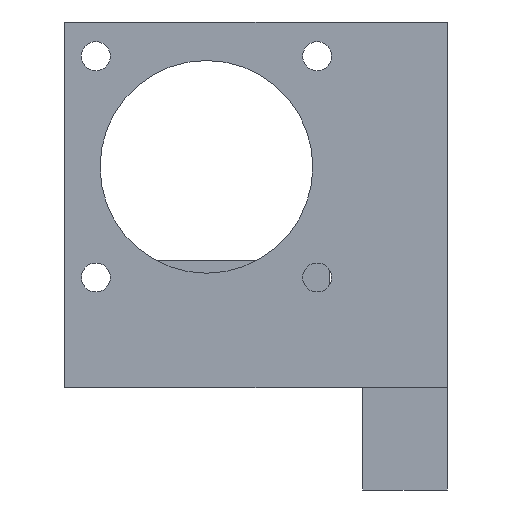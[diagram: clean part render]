
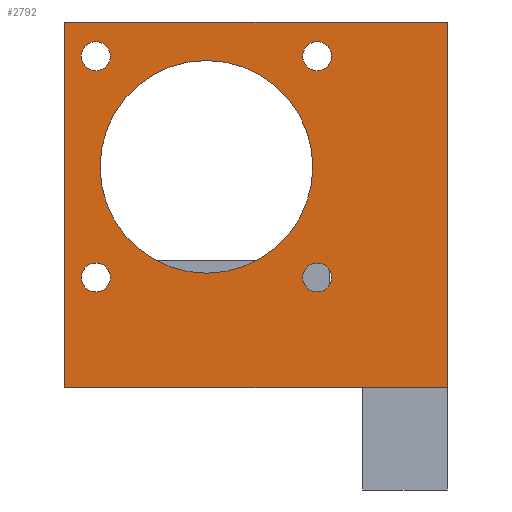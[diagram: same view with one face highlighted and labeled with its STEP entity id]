
A CAD part, front view. The second image highlights one B-rep face of the part: STEP entity #2792.
In plain terms, the highlighted planar face has unit normal (0, -1, 0).
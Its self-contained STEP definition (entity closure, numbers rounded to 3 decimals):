
#21 = AXIS2_PLACEMENT_3D ( 'NONE', #1457, #629, #911 ) ;
#28 = CIRCLE ( 'NONE', #296, 1.7 ) ;
#98 = AXIS2_PLACEMENT_3D ( 'NONE', #2168, #2653, #1890 ) ;
#110 = VERTEX_POINT ( 'NONE', #2106 ) ;
#201 = EDGE_LOOP ( 'NONE', ( #1007, #302 ) ) ;
#214 = EDGE_CURVE ( 'NONE', #1939, #110, #2185, .T. ) ;
#219 = CARTESIAN_POINT ( 'NONE',  ( 8.45, -93., 154.978 ) ) ;
#226 = VERTEX_POINT ( 'NONE', #658 ) ;
#228 = DIRECTION ( 'NONE',  ( 0., -1., 0. ) ) ;
#257 = DIRECTION ( 'NONE',  ( 0., 0., -1. ) ) ;
#295 = EDGE_CURVE ( 'NONE', #3035, #1320, #1079, .T. ) ;
#296 = AXIS2_PLACEMENT_3D ( 'NONE', #1651, #618, #3100 ) ;
#302 = ORIENTED_EDGE ( 'NONE', *, *, #2276, .F. ) ;
#352 = AXIS2_PLACEMENT_3D ( 'NONE', #219, #729, #663 ) ;
#389 = CARTESIAN_POINT ( 'NONE',  ( 34.453, -93., 128.974 ) ) ;
#431 = FACE_BOUND ( 'NONE', #2772, .T. ) ;
#455 = VECTOR ( 'NONE', #3136, 1000. ) ;
#478 = ORIENTED_EDGE ( 'NONE', *, *, #1644, .T. ) ;
#501 = VERTEX_POINT ( 'NONE', #1040 ) ;
#589 = CARTESIAN_POINT ( 'NONE',  ( 49.773, -93., 159. ) ) ;
#618 = DIRECTION ( 'NONE',  ( 0., -1., 0. ) ) ;
#629 = DIRECTION ( 'NONE',  ( 0., -1., 0. ) ) ;
#658 = CARTESIAN_POINT ( 'NONE',  ( 8.45, -93., 130.674 ) ) ;
#661 = VERTEX_POINT ( 'NONE', #589 ) ;
#663 = DIRECTION ( 'NONE',  ( 0., 0., -1. ) ) ;
#673 = CARTESIAN_POINT ( 'NONE',  ( 34.453, -93., 127.274 ) ) ;
#729 = DIRECTION ( 'NONE',  ( 0., -1., 0. ) ) ;
#732 = DIRECTION ( 'NONE',  ( 0., -1., 0. ) ) ;
#800 = EDGE_CURVE ( 'NONE', #1813, #1996, #1719, .T. ) ;
#829 = CIRCLE ( 'NONE', #2201, 12.5 ) ;
#836 = ORIENTED_EDGE ( 'NONE', *, *, #800, .F. ) ;
#852 = VERTEX_POINT ( 'NONE', #1699 ) ;
#873 = CARTESIAN_POINT ( 'NONE',  ( 49.773, -93., 121. ) ) ;
#878 = ORIENTED_EDGE ( 'NONE', *, *, #1475, .F. ) ;
#887 = CARTESIAN_POINT ( 'NONE',  ( 4.773, -93., 121. ) ) ;
#911 = DIRECTION ( 'NONE',  ( 0., 0., -1. ) ) ;
#931 = ORIENTED_EDGE ( 'NONE', *, *, #295, .F. ) ;
#945 = EDGE_CURVE ( 'NONE', #1382, #226, #3072, .T. ) ;
#951 = CARTESIAN_POINT ( 'NONE',  ( 4.773, -93., 116. ) ) ;
#964 = DIRECTION ( 'NONE',  ( 0., 1., 0. ) ) ;
#991 = CIRCLE ( 'NONE', #2307, 12.5 ) ;
#1007 = ORIENTED_EDGE ( 'NONE', *, *, #2438, .F. ) ;
#1032 = AXIS2_PLACEMENT_3D ( 'NONE', #389, #3197, #3133 ) ;
#1040 = CARTESIAN_POINT ( 'NONE',  ( 49.773, -93., 116. ) ) ;
#1079 = CIRCLE ( 'NONE', #2913, 1.7 ) ;
#1161 = ORIENTED_EDGE ( 'NONE', *, *, #3088, .F. ) ;
#1165 = VERTEX_POINT ( 'NONE', #1185 ) ;
#1185 = CARTESIAN_POINT ( 'NONE',  ( 8.951, -93., 141.976 ) ) ;
#1258 = EDGE_LOOP ( 'NONE', ( #1958, #2275 ) ) ;
#1304 = VERTEX_POINT ( 'NONE', #1809 ) ;
#1305 = VECTOR ( 'NONE', #1317, 1000. ) ;
#1317 = DIRECTION ( 'NONE',  ( -1., 0., 0. ) ) ;
#1320 = VERTEX_POINT ( 'NONE', #2803 ) ;
#1343 = ORIENTED_EDGE ( 'NONE', *, *, #2213, .T. ) ;
#1354 = EDGE_CURVE ( 'NONE', #1996, #1813, #1625, .T. ) ;
#1366 = CARTESIAN_POINT ( 'NONE',  ( 49.773, -93., 116. ) ) ;
#1382 = VERTEX_POINT ( 'NONE', #1664 ) ;
#1388 = DIRECTION ( 'NONE',  ( 0., -1., 0. ) ) ;
#1393 = EDGE_CURVE ( 'NONE', #110, #1939, #28, .T. ) ;
#1457 = CARTESIAN_POINT ( 'NONE',  ( 34.453, -93., 154.978 ) ) ;
#1465 = FACE_BOUND ( 'NONE', #2705, .T. ) ;
#1475 = EDGE_CURVE ( 'NONE', #1320, #3035, #3026, .T. ) ;
#1497 = CARTESIAN_POINT ( 'NONE',  ( 8.45, -93., 128.974 ) ) ;
#1500 = CARTESIAN_POINT ( 'NONE',  ( 21.451, -93., 141.976 ) ) ;
#1568 = DIRECTION ( 'NONE',  ( -1., 0., 0. ) ) ;
#1625 = CIRCLE ( 'NONE', #2244, 1.7 ) ;
#1644 = EDGE_CURVE ( 'NONE', #661, #1304, #1756, .T. ) ;
#1651 = CARTESIAN_POINT ( 'NONE',  ( 34.453, -93., 154.978 ) ) ;
#1664 = CARTESIAN_POINT ( 'NONE',  ( 8.45, -93., 127.274 ) ) ;
#1699 = CARTESIAN_POINT ( 'NONE',  ( 33.951, -93., 141.976 ) ) ;
#1719 = CIRCLE ( 'NONE', #1032, 1.7 ) ;
#1740 = EDGE_LOOP ( 'NONE', ( #3194, #1861, #1343, #478 ) ) ;
#1756 = LINE ( 'NONE', #2557, #1305 ) ;
#1768 = EDGE_CURVE ( 'NONE', #501, #2797, #2839, .T. ) ;
#1809 = CARTESIAN_POINT ( 'NONE',  ( 4.773, -93., 159. ) ) ;
#1813 = VERTEX_POINT ( 'NONE', #673 ) ;
#1861 = ORIENTED_EDGE ( 'NONE', *, *, #1768, .F. ) ;
#1890 = DIRECTION ( 'NONE',  ( 0., 0., -1. ) ) ;
#1908 = DIRECTION ( 'NONE',  ( 0., 0., -1. ) ) ;
#1939 = VERTEX_POINT ( 'NONE', #2780 ) ;
#1940 = VECTOR ( 'NONE', #2126, 1000. ) ;
#1947 = CARTESIAN_POINT ( 'NONE',  ( 21.451, -93., 141.976 ) ) ;
#1958 = ORIENTED_EDGE ( 'NONE', *, *, #214, .F. ) ;
#1977 = EDGE_LOOP ( 'NONE', ( #836, #2822 ) ) ;
#1996 = VERTEX_POINT ( 'NONE', #1997 ) ;
#1997 = CARTESIAN_POINT ( 'NONE',  ( 34.453, -93., 130.674 ) ) ;
#2106 = CARTESIAN_POINT ( 'NONE',  ( 34.453, -93., 156.678 ) ) ;
#2125 = DIRECTION ( 'NONE',  ( 0., -1., 0. ) ) ;
#2126 = DIRECTION ( 'NONE',  ( 0., 0., -1. ) ) ;
#2129 = LINE ( 'NONE', #873, #455 ) ;
#2168 = CARTESIAN_POINT ( 'NONE',  ( 8.45, -93., 128.974 ) ) ;
#2185 = CIRCLE ( 'NONE', #21, 1.7 ) ;
#2201 = AXIS2_PLACEMENT_3D ( 'NONE', #1947, #1388, #2391 ) ;
#2206 = PLANE ( 'NONE',  #2883 ) ;
#2213 = EDGE_CURVE ( 'NONE', #501, #661, #2129, .T. ) ;
#2244 = AXIS2_PLACEMENT_3D ( 'NONE', #2857, #2125, #1908 ) ;
#2275 = ORIENTED_EDGE ( 'NONE', *, *, #1393, .F. ) ;
#2276 = EDGE_CURVE ( 'NONE', #1165, #852, #829, .T. ) ;
#2307 = AXIS2_PLACEMENT_3D ( 'NONE', #1500, #2844, #1568 ) ;
#2370 = CARTESIAN_POINT ( 'NONE',  ( 8.45, -93., 153.278 ) ) ;
#2391 = DIRECTION ( 'NONE',  ( -1., 0., 0. ) ) ;
#2407 = VECTOR ( 'NONE', #2666, 1000. ) ;
#2438 = EDGE_CURVE ( 'NONE', #852, #1165, #991, .T. ) ;
#2462 = FACE_BOUND ( 'NONE', #201, .T. ) ;
#2484 = CARTESIAN_POINT ( 'NONE',  ( 8.45, -93., 154.978 ) ) ;
#2498 = AXIS2_PLACEMENT_3D ( 'NONE', #1497, #732, #257 ) ;
#2510 = FACE_BOUND ( 'NONE', #1258, .T. ) ;
#2557 = CARTESIAN_POINT ( 'NONE',  ( 4.773, -93., 159. ) ) ;
#2614 = EDGE_CURVE ( 'NONE', #1304, #2797, #3132, .T. ) ;
#2653 = DIRECTION ( 'NONE',  ( 0., -1., 0. ) ) ;
#2666 = DIRECTION ( 'NONE',  ( -1., 0., 0. ) ) ;
#2705 = EDGE_LOOP ( 'NONE', ( #2788, #1161 ) ) ;
#2752 = DIRECTION ( 'NONE',  ( 1., 0., 0. ) ) ;
#2772 = EDGE_LOOP ( 'NONE', ( #931, #878 ) ) ;
#2777 = CIRCLE ( 'NONE', #98, 1.7 ) ;
#2780 = CARTESIAN_POINT ( 'NONE',  ( 34.453, -93., 153.278 ) ) ;
#2781 = DIRECTION ( 'NONE',  ( 0., 0., -1. ) ) ;
#2788 = ORIENTED_EDGE ( 'NONE', *, *, #945, .F. ) ;
#2792 = ADVANCED_FACE ( 'NONE', ( #2986, #1465, #431, #2510, #3209, #2462 ), #2206, .F. ) ;
#2797 = VERTEX_POINT ( 'NONE', #951 ) ;
#2803 = CARTESIAN_POINT ( 'NONE',  ( 8.45, -93., 156.678 ) ) ;
#2822 = ORIENTED_EDGE ( 'NONE', *, *, #1354, .F. ) ;
#2839 = LINE ( 'NONE', #1366, #2407 ) ;
#2844 = DIRECTION ( 'NONE',  ( 0., -1., 0. ) ) ;
#2857 = CARTESIAN_POINT ( 'NONE',  ( 34.453, -93., 128.974 ) ) ;
#2883 = AXIS2_PLACEMENT_3D ( 'NONE', #3196, #964, #2752 ) ;
#2913 = AXIS2_PLACEMENT_3D ( 'NONE', #2484, #228, #2781 ) ;
#2986 = FACE_BOUND ( 'NONE', #1977, .T. ) ;
#3026 = CIRCLE ( 'NONE', #352, 1.7 ) ;
#3035 = VERTEX_POINT ( 'NONE', #2370 ) ;
#3072 = CIRCLE ( 'NONE', #2498, 1.7 ) ;
#3088 = EDGE_CURVE ( 'NONE', #226, #1382, #2777, .T. ) ;
#3100 = DIRECTION ( 'NONE',  ( 0., 0., -1. ) ) ;
#3132 = LINE ( 'NONE', #887, #1940 ) ;
#3133 = DIRECTION ( 'NONE',  ( 0., 0., -1. ) ) ;
#3136 = DIRECTION ( 'NONE',  ( 0., 0., 1. ) ) ;
#3194 = ORIENTED_EDGE ( 'NONE', *, *, #2614, .T. ) ;
#3196 = CARTESIAN_POINT ( 'NONE',  ( -40.328, -93., 0. ) ) ;
#3197 = DIRECTION ( 'NONE',  ( 0., -1., 0. ) ) ;
#3209 = FACE_OUTER_BOUND ( 'NONE', #1740, .T. ) ;
